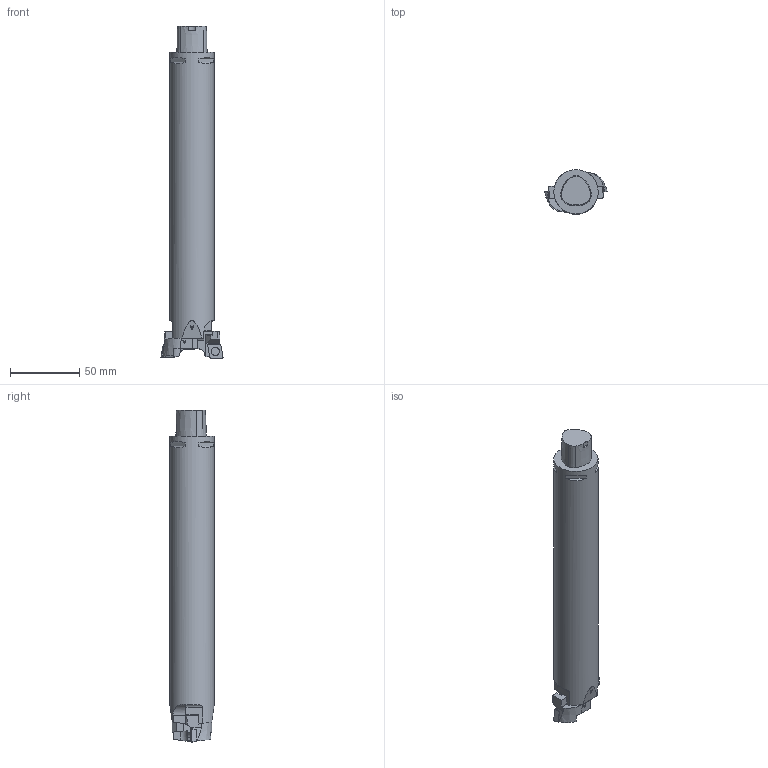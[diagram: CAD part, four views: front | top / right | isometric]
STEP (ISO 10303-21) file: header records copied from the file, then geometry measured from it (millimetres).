
FILE_DESCRIPTION(/* description */ (''),/* implementation_level */ '2;1');
FILE_NAME(/* name */ '1566891458946.stp',/* time_stamp */ '2019-08-27T09:37:45+02:00',/* author */ (''),/* organization */ ('SMS'),/* preprocessor_version */ 'ST-DEVELOPER v16.7',/* originating_system */ 'SIEMENS PLM Software NX 12.0',/* authorisation */ '');
FILE_SCHEMA (('AUTOMOTIVE_DESIGN { 1 0 10303 214 3 1 1 1 }'));
Length unit declared in the file: millimetre
Products named in the file (10): ASSEMBLY_CONSTRUCTION; 201026703mod000_00; 200998958mod000_02; 201026661mod000_00; 201108576mod000_00; 201026763mod000_01; 201026687mod000_01; 201108615mod000_01
Assembly tree (10 placements, depth 3):
  201108615mod000_01
    201026687mod000_01
      201026661mod000_00
      ASSEMBLY_CONSTRUCTION
      200998958mod000_02
    201026763mod000_01
      201026703mod000_00
      200998958mod000_02
      ASSEMBLY_CONSTRUCTION
    201108576mod000_00
    ASSEMBLY_CONSTRUCTION
Bounding box: 44.99 x 32 x 240 mm (x, y, z)
Volume: 176715 mm3; surface area: 28150.8 mm2
Topology: 5 solids, 5 shells, 206 faces, 535 edges, 382 vertices
Faces by surface type: plane 136, extrusion 26, cylinder 18, cone 18, torus 8
Full cylindrical faces by diameter (mm): 4.4 x4, 32 x1
Entity records: 6785 total; most frequent: CARTESIAN_POINT 1941, ORIENTED_EDGE 932, DIRECTION 863, EDGE_CURVE 466, VERTEX_POINT 316, VECTOR 305, LINE 283, AXIS2_PLACEMENT_3D 279
